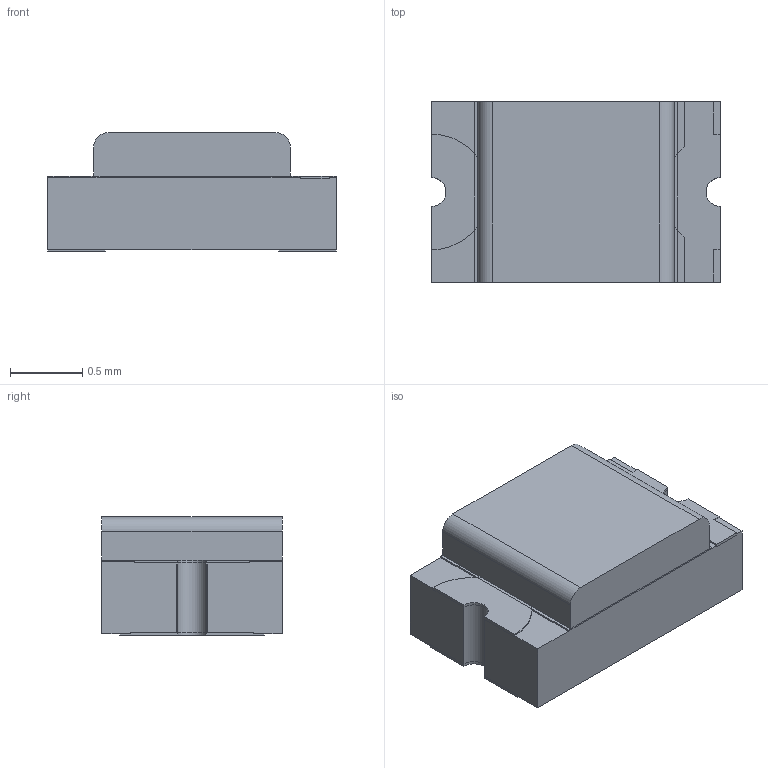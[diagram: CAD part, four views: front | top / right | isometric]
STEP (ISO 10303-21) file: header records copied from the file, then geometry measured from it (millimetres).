
FILE_DESCRIPTION(('FreeCAD Model'),'2;1');
FILE_NAME('LED_0805.step','2018-03-08T16:32:02',(''),(''), 'Open CASCADE STEP processor 6.8','FreeCAD','Unknown');
FILE_SCHEMA(('AUTOMOTIVE_DESIGN_CC2 { 1 2 10303 214 -1 1 5 4 }'));
Length unit declared in the file: millimetre
Products named in the file (2): ASSEMBLY; LED_0805
Assembly tree (1 placements, depth 2):
  ASSEMBLY
    LED_0805
Bounding box: 2 x 1.25 x 0.82 mm (x, y, z)
Volume: 1.8 mm3; surface area: 9.9 mm2
Topology: 1 solids, 1 shells, 84 faces, 222 edges, 140 vertices
Faces by surface type: plane 70, cylinder 14
Entity records: 2581 total; most frequent: CARTESIAN_POINT 448, ORIENTED_EDGE 444, DIRECTION 422, EDGE_CURVE 222, LINE 194, VECTOR 194, VERTEX_POINT 140, AXIS2_PLACEMENT_3D 114
